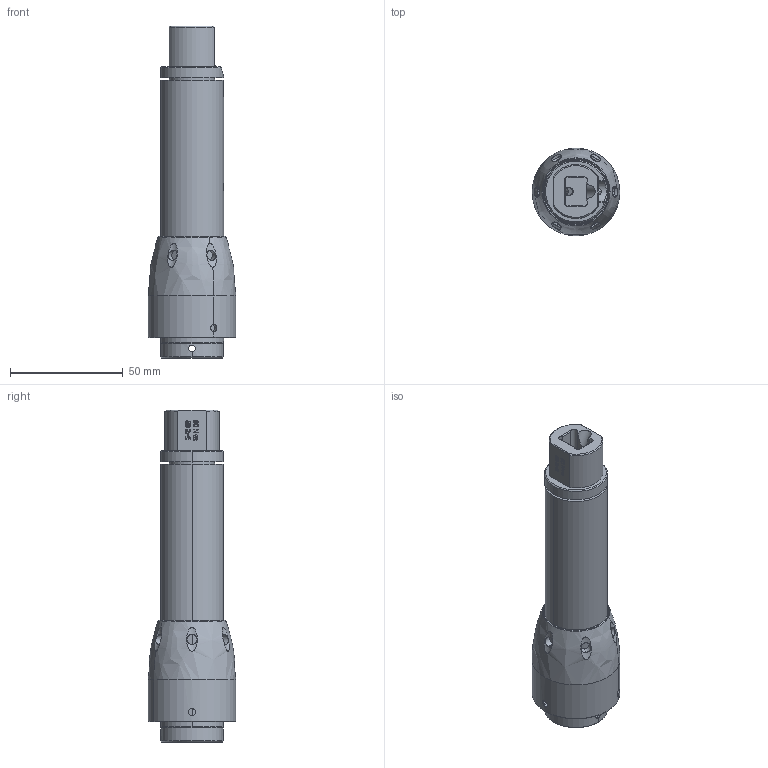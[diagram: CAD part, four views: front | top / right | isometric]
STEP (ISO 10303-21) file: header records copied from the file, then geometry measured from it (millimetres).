
FILE_DESCRIPTION((''),'2;1');
FILE_NAME('8059093044_1_ASM','2017-11-09T',('ITDMRO'),(''),'CREO PARAMETRIC BY PTC INC, 2016260','CREO PARAMETRIC BY PTC INC, 2016260','');
FILE_SCHEMA(('CONFIG_CONTROL_DESIGN','GEOMETRIC_VALIDATION_PROPERTIES_MIM'));
Length unit declared in the file: millimetre
Products named in the file (12): 244-305; 32153B; 244-135; 40841; 31741; 244-130; 244-134; 244-322-OA0; 244-322_ASM; 244-323_ASM; ASSEM1_1_ASM; 8059093044_1_ASM
Assembly tree (11 placements, depth 5):
  8059093044_1_ASM
    ASSEM1_1_ASM
      244-305
      32153B
      244-135
      40841
      31741
      244-130
      244-134
      244-323_ASM
        244-322_ASM
          244-322-OA0
Bounding box: 39 x 39 x 147.5 mm (x, y, z)
Volume: 48227.9 mm3; surface area: 42468.5 mm2
Topology: 7 solids, 7 shells, 727 faces, 2162 edges, 1485 vertices
Faces by surface type: plane 314, extrusion 237, cylinder 126, torus 18, bspline 18, cone 12, sphere 2
Entity records: 32160 total; most frequent: CARTESIAN_POINT 10402, ORIENTED_EDGE 4320, DIRECTION 2904, EDGE_CURVE 2160, VERTEX_POINT 1485, VECTOR 1310, LINE 1073, B_SPLINE_CURVE_WITH_KNOTS 1032
